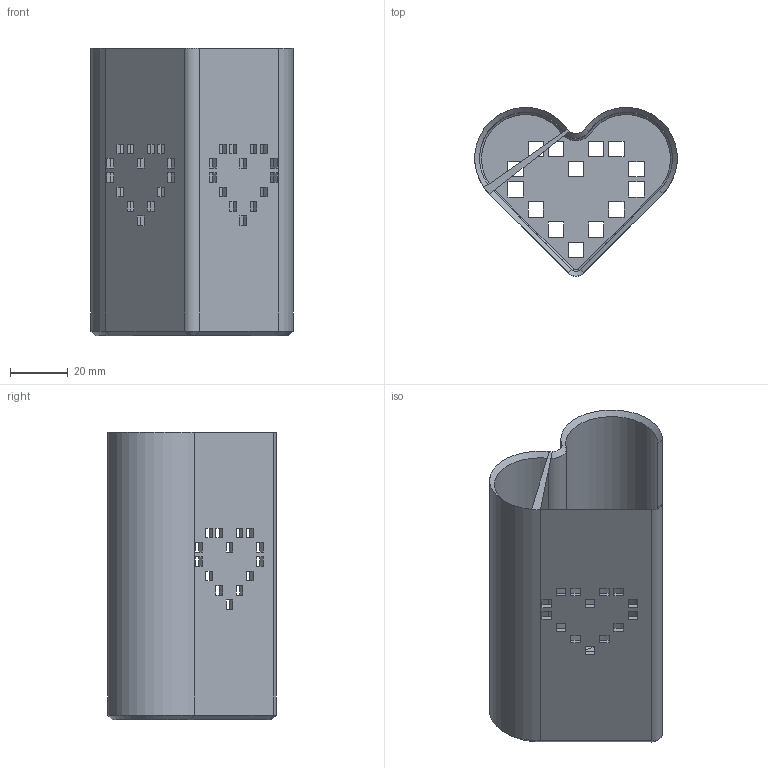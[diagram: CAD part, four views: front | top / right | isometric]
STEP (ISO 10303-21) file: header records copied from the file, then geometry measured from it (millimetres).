
FILE_DESCRIPTION(('Open CASCADE Model'),'2;1');
FILE_NAME('Open CASCADE Shape Model','2023-03-11T19:09:12',('Author'),( 'Open CASCADE'),'Open CASCADE STEP processor 7.7','Open CASCADE 7.7' ,'Unknown');
FILE_SCHEMA(('AUTOMOTIVE_DESIGN { 1 0 10303 214 1 1 1 1 }'));
Length unit declared in the file: millimetre
Products named in the file (1): Open CASCADE STEP translator 7.7 8
Bounding box: 70.22 x 58.58 x 100 mm (x, y, z)
Volume: 36087.3 mm3; surface area: 44829.4 mm2
Topology: 1 solids, 1 shells, 201 faces, 576 edges, 378 vertices
Faces by surface type: plane 181, cone 9, cylinder 6, bspline 3, offset 2
Entity records: 14273 total; most frequent: CARTESIAN_POINT 3302, DIRECTION 1744, LINE 1297, VECTOR 1297, ORIENTED_EDGE 1152, PCURVE 1152, DEFINITIONAL_REPRESENTATION 1152, EDGE_CURVE 576
